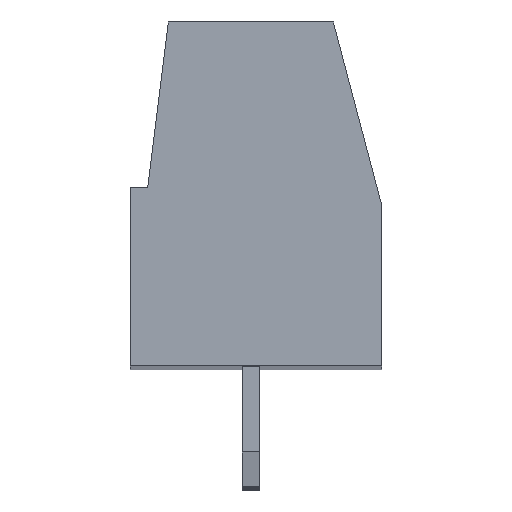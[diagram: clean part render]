
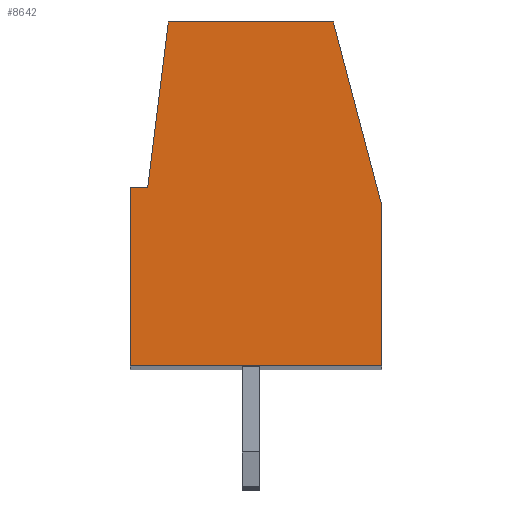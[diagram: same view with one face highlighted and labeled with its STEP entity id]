
A CAD part, top view. The second image highlights one B-rep face of the part: STEP entity #8642.
In plain terms, the highlighted planar face has unit normal (0, 0, 1).
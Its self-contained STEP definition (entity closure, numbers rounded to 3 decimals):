
#13=DIRECTION('',(0.,1.,0.));
#14=VECTOR('',#13,5.2);
#15=CARTESIAN_POINT('',(-3.5,-3.305,61.6));
#16=LINE('',#15,#14);
#17=DIRECTION('',(1.,0.,0.));
#18=VECTOR('',#17,0.5);
#19=CARTESIAN_POINT('',(-3.5,1.895,61.6));
#20=LINE('',#19,#18);
#21=DIRECTION('',(0.124,0.992,0.));
#22=VECTOR('',#21,4.837);
#23=CARTESIAN_POINT('',(-3.,1.895,61.6));
#24=LINE('',#23,#22);
#25=DIRECTION('',(1.,0.,0.));
#26=VECTOR('',#25,4.8);
#27=CARTESIAN_POINT('',(-2.4,6.695,61.6));
#28=LINE('',#27,#26);
#29=DIRECTION('',(0.255,-0.967,0.));
#30=VECTOR('',#29,5.482);
#31=CARTESIAN_POINT('',(2.4,6.695,61.6));
#32=LINE('',#31,#30);
#33=DIRECTION('',(0.,-1.,0.));
#34=VECTOR('',#33,4.7);
#35=CARTESIAN_POINT('',(3.8,1.395,61.6));
#36=LINE('',#35,#34);
#37=DIRECTION('',(-1.,0.,0.));
#38=VECTOR('',#37,7.3);
#39=CARTESIAN_POINT('',(3.8,-3.305,61.6));
#40=LINE('',#39,#38);
#6829=CARTESIAN_POINT('',(-3.5,-3.305,61.6));
#6830=CARTESIAN_POINT('',(-3.5,1.895,61.6));
#6831=VERTEX_POINT('',#6829);
#6832=VERTEX_POINT('',#6830);
#6833=CARTESIAN_POINT('',(3.8,-3.305,61.6));
#6834=VERTEX_POINT('',#6833);
#6835=CARTESIAN_POINT('',(3.8,1.395,61.6));
#6836=VERTEX_POINT('',#6835);
#6837=CARTESIAN_POINT('',(2.4,6.695,61.6));
#6838=VERTEX_POINT('',#6837);
#6839=CARTESIAN_POINT('',(-2.4,6.695,61.6));
#6840=VERTEX_POINT('',#6839);
#6841=CARTESIAN_POINT('',(-3.,1.895,61.6));
#6842=VERTEX_POINT('',#6841);
#8621=CARTESIAN_POINT('',(0.,0.,61.6));
#8622=DIRECTION('',(0.,0.,1.));
#8623=DIRECTION('',(1.,0.,0.));
#8624=AXIS2_PLACEMENT_3D('',#8621,#8622,#8623);
#8625=PLANE('',#8624);
#8627=ORIENTED_EDGE('',*,*,#8626,.T.);
#8629=ORIENTED_EDGE('',*,*,#8628,.T.);
#8631=ORIENTED_EDGE('',*,*,#8630,.T.);
#8633=ORIENTED_EDGE('',*,*,#8632,.T.);
#8635=ORIENTED_EDGE('',*,*,#8634,.T.);
#8637=ORIENTED_EDGE('',*,*,#8636,.T.);
#8639=ORIENTED_EDGE('',*,*,#8638,.T.);
#8640=EDGE_LOOP('',(#8627,#8629,#8631,#8633,#8635,#8637,#8639));
#8641=FACE_OUTER_BOUND('',#8640,.F.);
#8626=EDGE_CURVE('',#6831,#6832,#16,.T.);
#8628=EDGE_CURVE('',#6832,#6842,#20,.T.);
#8630=EDGE_CURVE('',#6842,#6840,#24,.T.);
#8632=EDGE_CURVE('',#6840,#6838,#28,.T.);
#8634=EDGE_CURVE('',#6838,#6836,#32,.T.);
#8636=EDGE_CURVE('',#6836,#6834,#36,.T.);
#8638=EDGE_CURVE('',#6834,#6831,#40,.T.);
#8642=ADVANCED_FACE('',(#8641),#8625,.T.);
